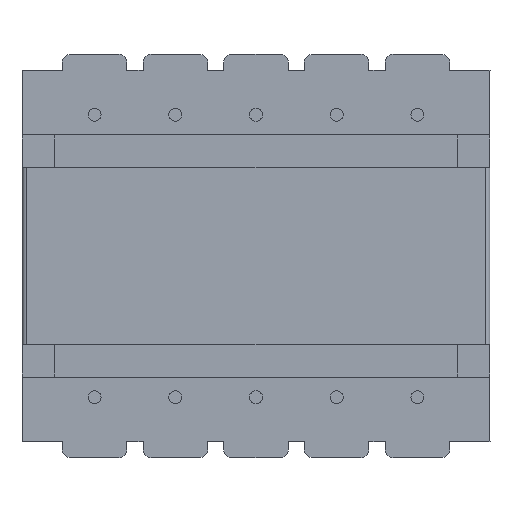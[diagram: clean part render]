
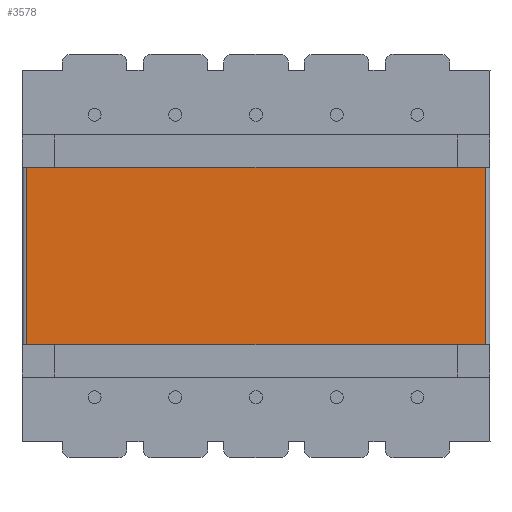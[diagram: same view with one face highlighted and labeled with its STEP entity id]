
A CAD part, front view. The second image highlights one B-rep face of the part: STEP entity #3578.
In plain terms, the highlighted planar face has unit normal (0, -1, 0).
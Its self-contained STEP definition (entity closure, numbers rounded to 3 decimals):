
#168=PLANE('',#3901);
#364=FACE_OUTER_BOUND('',#569,.T.);
#569=EDGE_LOOP('',(#3208,#3209,#3210,#3211));
#926=LINE('',#5817,#1329);
#928=LINE('',#5823,#1331);
#940=LINE('',#5849,#1343);
#941=LINE('',#5850,#1344);
#1329=VECTOR('',#4791,10.);
#1331=VECTOR('',#4797,10.);
#1343=VECTOR('',#4813,10.);
#1344=VECTOR('',#4814,10.);
#1788=VERTEX_POINT('',#5814);
#1789=VERTEX_POINT('',#5816);
#1791=VERTEX_POINT('',#5822);
#1803=VERTEX_POINT('',#5848);
#2265=EDGE_CURVE('',#1788,#1789,#926,.T.);
#2268=EDGE_CURVE('',#1791,#1789,#928,.T.);
#2281=EDGE_CURVE('',#1788,#1803,#940,.T.);
#2282=EDGE_CURVE('',#1791,#1803,#941,.T.);
#3208=ORIENTED_EDGE('',*,*,#2265,.F.);
#3209=ORIENTED_EDGE('',*,*,#2281,.T.);
#3210=ORIENTED_EDGE('',*,*,#2282,.F.);
#3211=ORIENTED_EDGE('',*,*,#2268,.T.);
#3578=ADVANCED_FACE('',(#364),#168,.T.);
#3901=AXIS2_PLACEMENT_3D('',#5847,#4811,#4812);
#4791=DIRECTION('',(0.,0.,1.));
#4797=DIRECTION('',(-1.,0.,0.));
#4811=DIRECTION('center_axis',(0.,-1.,0.));
#4812=DIRECTION('ref_axis',(0.,0.,-1.));
#4813=DIRECTION('',(1.,0.,0.));
#4814=DIRECTION('',(0.,0.,-1.));
#5814=CARTESIAN_POINT('',(-14.2,-2.8,-5.5));
#5816=CARTESIAN_POINT('',(-14.2,-2.8,5.5));
#5817=CARTESIAN_POINT('',(-14.2,-2.8,2.75));
#5822=CARTESIAN_POINT('',(14.2,-2.8,5.5));
#5823=CARTESIAN_POINT('',(-14.5,-2.8,5.5));
#5847=CARTESIAN_POINT('Origin',(0.,-2.8,0.));
#5848=CARTESIAN_POINT('',(14.2,-2.8,-5.5));
#5849=CARTESIAN_POINT('',(14.5,-2.8,-5.5));
#5850=CARTESIAN_POINT('',(14.2,-2.8,-2.75));
